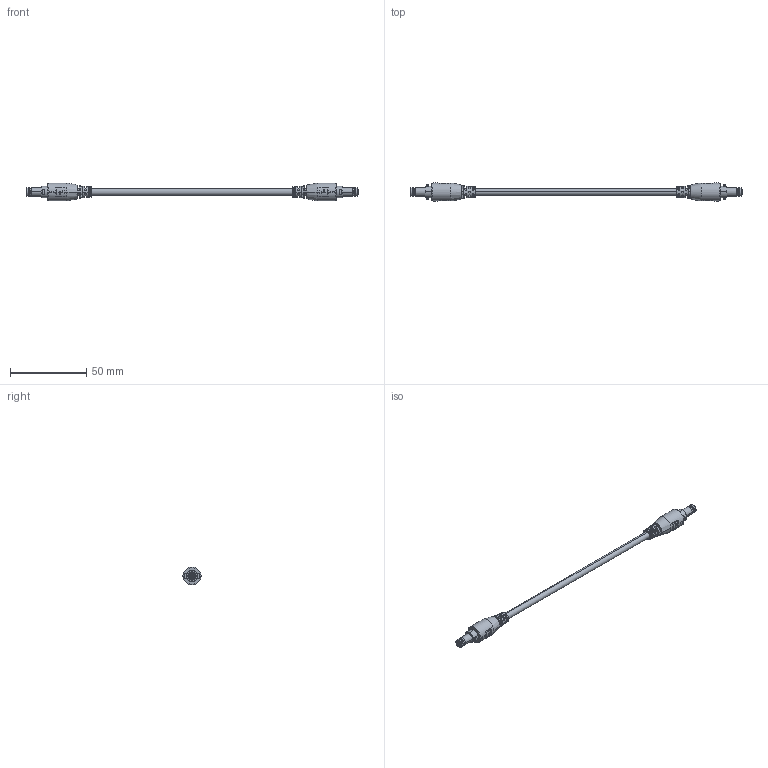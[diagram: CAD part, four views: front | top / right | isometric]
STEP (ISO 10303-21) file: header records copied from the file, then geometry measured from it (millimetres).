
FILE_DESCRIPTION (( 'STEP AP203' ), '1' );
FILE_NAME ('10-03620_revA.STEP', '2019-11-08T00:07:35', ( '' ), ( '' ), 'SwSTEP 2.0', 'SolidWorks 2015', '' );
FILE_SCHEMA (( 'CONFIG_CONTROL_DESIGN' ));
Length unit declared in the file: millimetre
Products named in the file (8): 50-00261 insulator; 10-03620_revA; 30-00689_blunt cut; 50-00261; 24-00161; 50-00261 contact 1; 50-00261 contact 2; 50-00261 shell
Assembly tree (9 placements, depth 3):
  10-03620_revA
    30-00689_blunt cut
    24-00161  x2
    50-00261  x2
      50-00261 shell
      50-00261 insulator
      50-00261 contact 2
      50-00261 contact 1
Bounding box: 217.12 x 12 x 11.7 mm (x, y, z)
Volume: 7371.1 mm3; surface area: 15630.4 mm2
Topology: 49 solids, 49 shells, 942 faces, 2246 edges, 1438 vertices
Faces by surface type: cylinder 324, plane 242, bspline 198, torus 122, cone 56
Entity records: 20783 total; most frequent: CARTESIAN_POINT 6993, ORIENTED_EDGE 2680, DIRECTION 2621, EDGE_CURVE 1340, AXIS2_PLACEMENT_3D 1138, VERTEX_POINT 865, EDGE_LOOP 679, CIRCLE 643
